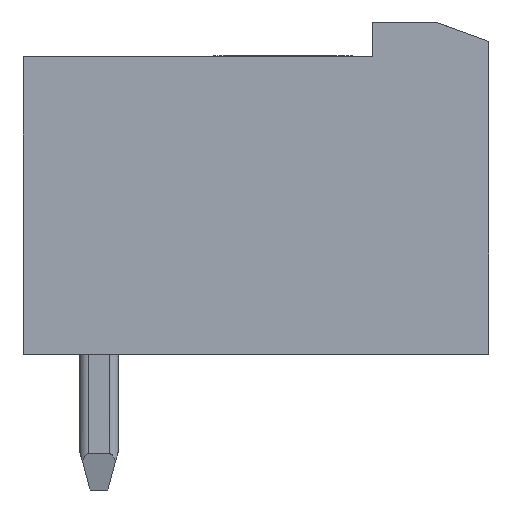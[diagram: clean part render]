
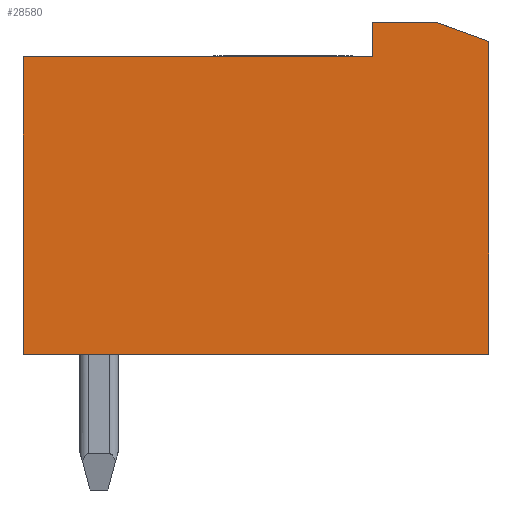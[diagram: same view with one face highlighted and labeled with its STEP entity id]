
A CAD part, left-side view. The second image highlights one B-rep face of the part: STEP entity #28580.
In plain terms, the highlighted face is planar.
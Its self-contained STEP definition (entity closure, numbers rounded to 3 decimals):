
#23770=CARTESIAN_POINT('',(-34.097,51.68,40.615));
#23780=VERTEX_POINT('',#23770);
#23810=CARTESIAN_POINT('',(-34.097,0.,40.615));
#23820=DIRECTION('',(0.,1.,0.));
#23830=VECTOR('',#23820,1.);
#23840=LINE('',#23810,#23830);
#23850=CARTESIAN_POINT('',(-34.097,50.78,40.615));
#23860=VERTEX_POINT('',#23850);
#23870=EDGE_CURVE('',#23860,#23780,#23840,.T.);
#28040=CARTESIAN_POINT('',(-43.297,42.81,40.615));
#28050=DIRECTION('',(-0.,0.,1.));
#28060=DIRECTION('',(0.,-1.,0.));
#28070=AXIS2_PLACEMENT_3D('',#28040,#28050,#28060);
#28080=PLANE('',#28070);
#28090=CARTESIAN_POINT('',(-43.097,0.,40.615));
#28100=DIRECTION('',(0.,-1.,0.));
#28110=VECTOR('',#28100,1.);
#28120=LINE('',#28090,#28110);
#28130=CARTESIAN_POINT('',(-43.097,50.78,40.615));
#28140=VERTEX_POINT('',#28130);
#28150=CARTESIAN_POINT('',(-43.097,43.11,40.615));
#28160=VERTEX_POINT('',#28150);
#28170=EDGE_CURVE('',#28140,#28160,#28120,.T.);
#28180=ORIENTED_EDGE('',*,*,#28170,.T.);
#28190=CARTESIAN_POINT('',(0.,50.78,40.615));
#28200=DIRECTION('',(-1.,0.,0.));
#28210=VECTOR('',#28200,1.);
#28220=LINE('',#28190,#28210);
#28230=EDGE_CURVE('',#23860,#28140,#28220,.T.);
#28240=ORIENTED_EDGE('',*,*,#28230,.T.);
#28250=ORIENTED_EDGE('',*,*,#23870,.F.);
#28260=CARTESIAN_POINT('',(0.,51.68,40.615));
#28270=DIRECTION('',(1.,0.,0.));
#28280=VECTOR('',#28270,1.);
#28290=LINE('',#28260,#28280);
#28300=CARTESIAN_POINT('',(-32.47,51.68,40.615));
#28310=VERTEX_POINT('',#28300);
#28320=EDGE_CURVE('',#23780,#28310,#28290,.T.);
#28330=ORIENTED_EDGE('',*,*,#28320,.F.);
#28340=CARTESIAN_POINT('',(0.,39.862,40.615));
#28350=DIRECTION('',(-0.94,0.342,0.));
#28360=VECTOR('',#28350,1.);
#28370=LINE('',#28340,#28360);
#28380=CARTESIAN_POINT('',(-31.097,51.18,40.615));
#28390=VERTEX_POINT('',#28380);
#28400=EDGE_CURVE('',#28390,#28310,#28370,.T.);
#28410=ORIENTED_EDGE('',*,*,#28400,.T.);
#28420=CARTESIAN_POINT('',(-31.097,0.,40.615));
#28430=DIRECTION('',(0.,1.,0.));
#28440=VECTOR('',#28430,1.);
#28450=LINE('',#28420,#28440);
#28460=CARTESIAN_POINT('',(-31.097,43.11,40.615));
#28470=VERTEX_POINT('',#28460);
#28480=EDGE_CURVE('',#28470,#28390,#28450,.T.);
#28490=ORIENTED_EDGE('',*,*,#28480,.T.);
#28500=CARTESIAN_POINT('',(0.,43.11,40.615));
#28510=DIRECTION('',(-1.,0.,0.));
#28520=VECTOR('',#28510,1.);
#28530=LINE('',#28500,#28520);
#28540=EDGE_CURVE('',#28470,#28160,#28530,.T.);
#28550=ORIENTED_EDGE('',*,*,#28540,.F.);
#28560=EDGE_LOOP('',(#28550,#28490,#28410,#28330,#28250,#28240,#28180));
#28570=FACE_OUTER_BOUND('',#28560,.T.);
#28580=ADVANCED_FACE('',(#28570),#28080,.T.);
